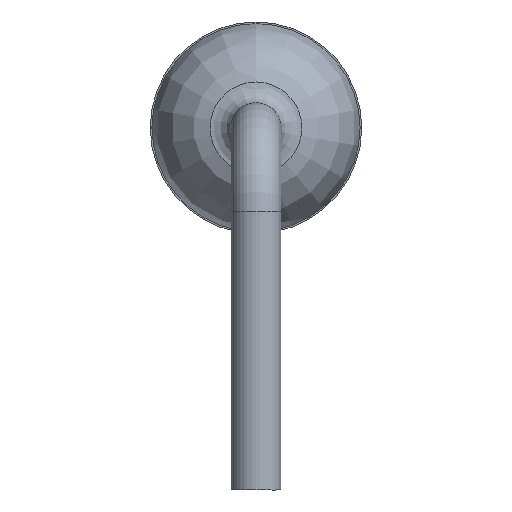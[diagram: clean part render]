
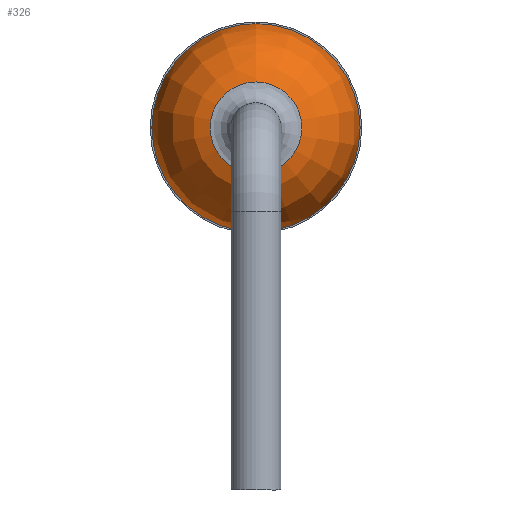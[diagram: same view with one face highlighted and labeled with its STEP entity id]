
A CAD part, left-side view. The second image highlights one B-rep face of the part: STEP entity #326.
In plain terms, the highlighted face is a revolution surface.
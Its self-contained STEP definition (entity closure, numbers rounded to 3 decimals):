
#307 = VERTEX_POINT('',#308);
#308 = CARTESIAN_POINT('',(-2.83,0.,1.25));
#314 = EDGE_CURVE('',#307,#307,#315,.T.);
#315 = CIRCLE('',#316,1.25);
#316 = AXIS2_PLACEMENT_3D('',#317,#318,#319);
#317 = CARTESIAN_POINT('',(-2.83,0.,0.));
#318 = DIRECTION('',(1.,0.,0.));
#319 = DIRECTION('',(0.,0.,1.));
#326 = ADVANCED_FACE('',(#327),#347,.F.);
#327 = FACE_BOUND('',#328,.F.);
#328 = EDGE_LOOP('',(#329,#330,#339,#346));
#329 = ORIENTED_EDGE('',*,*,#314,.T.);
#330 = ORIENTED_EDGE('',*,*,#331,.T.);
#331 = EDGE_CURVE('',#307,#332,#334,.T.);
#332 = VERTEX_POINT('',#333);
#333 = CARTESIAN_POINT('',(-3.83,0.,0.25));
#334 = CIRCLE('',#335,1.);
#335 = AXIS2_PLACEMENT_3D('',#336,#337,#338);
#336 = CARTESIAN_POINT('',(-2.83,0.,0.25));
#337 = DIRECTION('',(0.,-1.,0.));
#338 = DIRECTION('',(1.,0.,0.));
#339 = ORIENTED_EDGE('',*,*,#340,.F.);
#340 = EDGE_CURVE('',#332,#332,#341,.T.);
#341 = CIRCLE('',#342,0.25);
#342 = AXIS2_PLACEMENT_3D('',#343,#344,#345);
#343 = CARTESIAN_POINT('',(-3.83,0.,0.));
#344 = DIRECTION('',(1.,0.,0.));
#345 = DIRECTION('',(0.,0.,1.));
#346 = ORIENTED_EDGE('',*,*,#331,.F.);
#347 = SURFACE_OF_REVOLUTION('',#348,#353);
#348 = CIRCLE('',#349,1.);
#349 = AXIS2_PLACEMENT_3D('',#350,#351,#352);
#350 = CARTESIAN_POINT('',(-2.83,0.,0.25));
#351 = DIRECTION('',(0.,-1.,0.));
#352 = DIRECTION('',(1.,0.,0.));
#353 = AXIS1_PLACEMENT('',#354,#355);
#354 = CARTESIAN_POINT('',(0.,0.,0.));
#355 = DIRECTION('',(1.,0.,0.));
